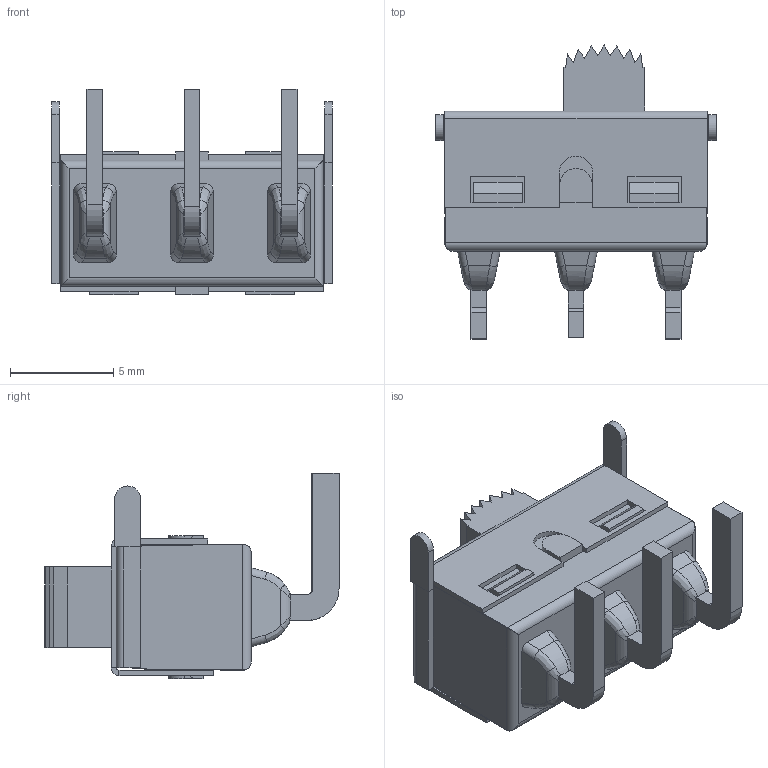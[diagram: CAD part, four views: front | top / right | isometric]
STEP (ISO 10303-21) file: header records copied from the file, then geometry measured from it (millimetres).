
FILE_DESCRIPTION((''),'2;1');
FILE_NAME('110XM2S2A_SW0001_PRT','2012-11-01T',('jtrepler'),(''),'PRO/ENGINEER BY PARAMETRIC TECHNOLOGY CORPORATION, 2011410','PRO/ENGINEER BY PARAMETRIC TECHNOLOGY CORPORATION, 2011410','');
FILE_SCHEMA(('AUTOMOTIVE_DESIGN_CC2 { 1 2 10303 214 -1 1 5 2 }'));
Length unit declared in the file: inch
Products named in the file (1): 110XM2S2A_SW0001_PRT
Bounding box: 13.56 x 14.22 x 9.93 mm (x, y, z)
Volume: 444.6 mm3; surface area: 1349 mm2
Topology: 1 solids, 1 shells, 414 faces, 1149 edges, 720 vertices
Faces by surface type: plane 306, cylinder 80, bspline 28
Entity records: 14442 total; most frequent: CARTESIAN_POINT 4055, ORIENTED_EDGE 2298, DIRECTION 1917, EDGE_CURVE 1149, VECTOR 933, LINE 933, VERTEX_POINT 720, AXIS2_PLACEMENT_3D 492
